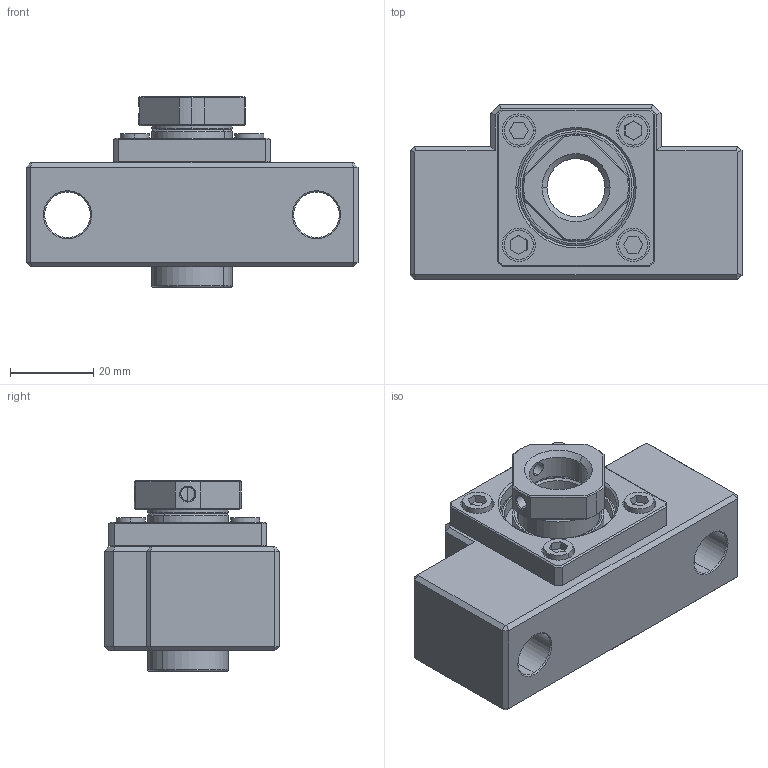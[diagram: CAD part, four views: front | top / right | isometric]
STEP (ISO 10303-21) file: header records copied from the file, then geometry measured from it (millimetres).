
FILE_DESCRIPTION (( 'STEP AP203' ), '1' );
FILE_NAME ('LK15組合圖.STEP', '2017-12-28T05:48:57', ( '' ), ( '' ), 'SwSTEP 2.0', 'SolidWorks 2017', '' );
FILE_SCHEMA (( 'CONFIG_CONTROL_DESIGN' ));
Length unit declared in the file: millimetre
Products named in the file (1): LK15組合圖
Bounding box: 80 x 42 x 46 mm (x, y, z)
Surface area: 21910.5 mm2 (no closed solid volume)
Topology: 0 solids, 13 shells, 234 faces, 560 edges, 345 vertices
Faces by surface type: plane 107, cylinder 67, cone 42, torus 14, bspline 4
Entity records: 7199 total; most frequent: CARTESIAN_POINT 1688, DIRECTION 1181, ORIENTED_EDGE 1033, EDGE_CURVE 560, AXIS2_PLACEMENT_3D 440, VERTEX_POINT 345, LINE 301, VECTOR 301
